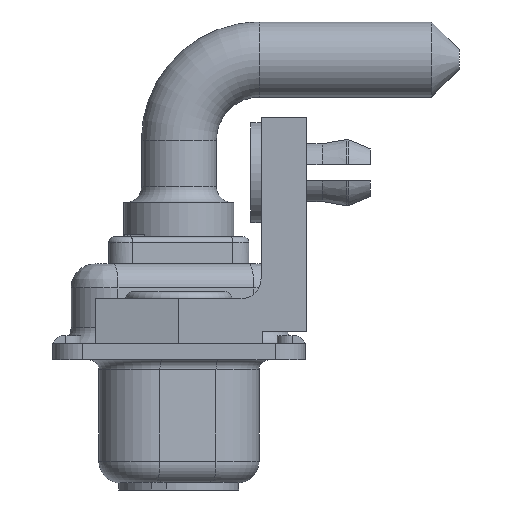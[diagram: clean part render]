
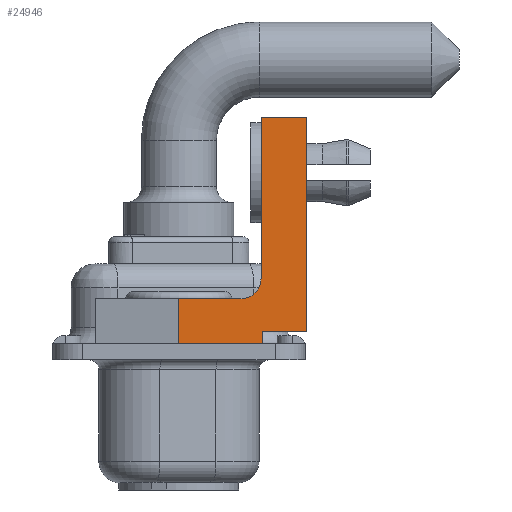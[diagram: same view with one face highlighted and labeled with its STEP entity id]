
A CAD part, left-side view. The second image highlights one B-rep face of the part: STEP entity #24946.
In plain terms, the highlighted planar face has unit normal (-1, 0, 0).
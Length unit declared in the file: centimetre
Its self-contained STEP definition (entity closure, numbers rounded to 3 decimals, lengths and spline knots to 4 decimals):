
#1433=LINE('',#38872,#3457);
#1437=LINE('',#38880,#3461);
#1440=LINE('',#38888,#3464);
#1443=LINE('',#38894,#3467);
#1455=LINE('',#38925,#3479);
#1511=LINE('',#39133,#3535);
#1512=LINE('',#39138,#3536);
#1513=LINE('',#39139,#3537);
#3457=VECTOR('',#30641,0.22);
#3461=VECTOR('',#30647,1.07);
#3464=VECTOR('',#30654,0.225);
#3467=VECTOR('',#30659,0.805);
#3479=VECTOR('',#30683,0.06);
#3535=VECTOR('',#30843,0.31);
#3536=VECTOR('',#30848,0.225);
#3537=VECTOR('',#30849,0.415);
#5767=FACE_OUTER_BOUND('',#7239,.T.);
#7239=EDGE_LOOP('',(#17785,#17786,#17787,#17788,#17789,#17790,#17791,#17792,
#17793));
#8634=CIRCLE('',#26730,0.1);
#10141=VERTEX_POINT('',#38870);
#10142=VERTEX_POINT('',#38871);
#10145=VERTEX_POINT('',#38879);
#10148=VERTEX_POINT('',#38887);
#10150=VERTEX_POINT('',#38893);
#10153=VERTEX_POINT('',#38901);
#10163=VERTEX_POINT('',#38924);
#10263=VERTEX_POINT('',#39131);
#10265=VERTEX_POINT('',#39137);
#12890=EDGE_CURVE('',#10141,#10142,#1433,.T.);
#12894=EDGE_CURVE('',#10145,#10141,#1437,.T.);
#12898=EDGE_CURVE('',#10148,#10145,#1440,.T.);
#12901=EDGE_CURVE('',#10150,#10148,#1443,.T.);
#12905=EDGE_CURVE('',#10153,#10150,#8634,.T.);
#12916=EDGE_CURVE('',#10142,#10163,#1455,.T.);
#13021=EDGE_CURVE('',#10263,#10153,#1511,.T.);
#13023=EDGE_CURVE('',#10263,#10265,#1512,.T.);
#13024=EDGE_CURVE('',#10163,#10265,#1513,.T.);
#17785=ORIENTED_EDGE('',*,*,#13023,.T.);
#17786=ORIENTED_EDGE('',*,*,#13024,.F.);
#17787=ORIENTED_EDGE('',*,*,#12916,.F.);
#17788=ORIENTED_EDGE('',*,*,#12890,.F.);
#17789=ORIENTED_EDGE('',*,*,#12894,.F.);
#17790=ORIENTED_EDGE('',*,*,#12898,.F.);
#17791=ORIENTED_EDGE('',*,*,#12901,.F.);
#17792=ORIENTED_EDGE('',*,*,#12905,.F.);
#17793=ORIENTED_EDGE('',*,*,#13021,.F.);
#22532=PLANE('',#26787);
#24946=ADVANCED_FACE('',(#5767),#22532,.T.);
#26730=AXIS2_PLACEMENT_3D('',#38902,#30666,#30667);
#26787=AXIS2_PLACEMENT_3D('',#39136,#30846,#30847);
#30641=DIRECTION('',(0.,1.,0.));
#30647=DIRECTION('',(0.,0.,-1.));
#30654=DIRECTION('',(0.,-1.,0.));
#30659=DIRECTION('',(0.,0.,1.));
#30666=DIRECTION('center_axis',(-1.,0.,0.));
#30667=DIRECTION('ref_axis',(0.,0.,
-1.));
#30683=DIRECTION('',(0.,0.,-1.));
#30843=DIRECTION('',(0.,-1.,0.));
#30846=DIRECTION('center_axis',(-1.,0.,0.));
#30847=DIRECTION('ref_axis',(0.,0.,1.));
#30848=DIRECTION('',(0.,0.,-1.));
#30849=DIRECTION('',(0.,1.,0.));
#38870=CARTESIAN_POINT('',(-1.532,-0.635,0.1));
#38871=CARTESIAN_POINT('',(-1.532,-0.415,0.1));
#38872=CARTESIAN_POINT('',(-1.532,-0.635,0.1));
#38879=CARTESIAN_POINT('',(-1.532,-0.635,1.17));
#38880=CARTESIAN_POINT('',(-1.532,-0.635,1.17));
#38887=CARTESIAN_POINT('',(-1.532,-0.41,1.17));
#38888=CARTESIAN_POINT('',(-1.532,-0.41,1.17));
#38893=CARTESIAN_POINT('',(-1.532,-0.41,0.365));
#38894=CARTESIAN_POINT('',(-1.532,-0.41,0.365));
#38901=CARTESIAN_POINT('',(-1.532,-0.31,0.265));
#38902=CARTESIAN_POINT('Origin',(-1.532,-0.31,0.365));
#38924=CARTESIAN_POINT('',(-1.532,-0.415,0.04));
#38925=CARTESIAN_POINT('',(-1.532,-0.415,0.1));
#39131=CARTESIAN_POINT('',(-1.532,0.,0.265));
#39133=CARTESIAN_POINT('',(-1.532,0.415,0.265));
#39136=CARTESIAN_POINT('Origin',(-1.532,-0.2767,0.4387));
#39137=CARTESIAN_POINT('',(-1.532,0.,0.04));
#39138=CARTESIAN_POINT('',(-1.532,0.,0.2394));
#39139=CARTESIAN_POINT('',(-1.532,-0.1383,0.04));
